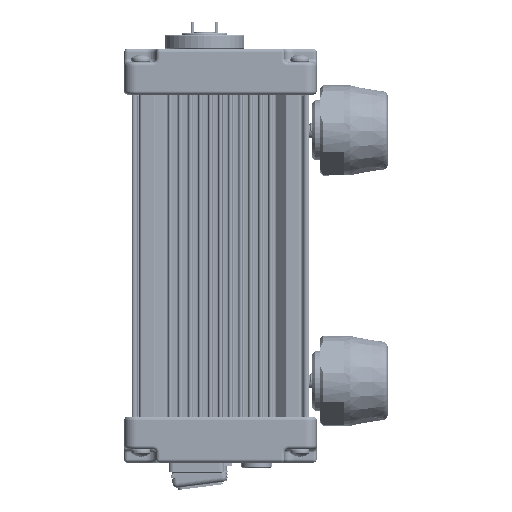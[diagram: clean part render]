
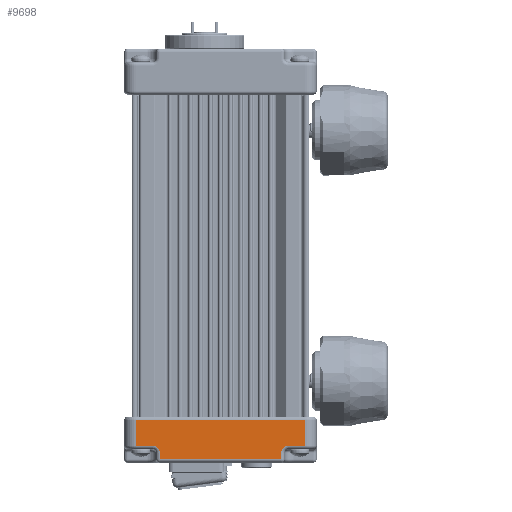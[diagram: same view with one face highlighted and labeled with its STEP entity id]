
A CAD part, left-side view. The second image highlights one B-rep face of the part: STEP entity #9698.
In plain terms, the highlighted planar face has unit normal (-1, 0, 0).
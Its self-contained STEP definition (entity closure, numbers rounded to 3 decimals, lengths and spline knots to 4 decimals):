
#1476 = DIRECTION ( 'NONE',  ( -1., 0., 0. ) ) ;
#1501 = LINE ( 'NONE', #236106, #44482 ) ;
#1921 = CARTESIAN_POINT ( 'NONE',  ( -7.1419, 2.0663, -5.4049 ) ) ;
#2036 = ORIENTED_EDGE ( 'NONE', *, *, #89820, .T. ) ;
#3592 = CARTESIAN_POINT ( 'NONE',  ( -7.1419, 2.0663, -5.2986 ) ) ;
#4035 = CARTESIAN_POINT ( 'NONE',  ( -7.1419, 4.2041, -5.2986 ) ) ;
#5608 = DIRECTION ( 'NONE',  ( -1., 0., 0. ) ) ;
#6186 = DIRECTION ( 'NONE',  ( 0., -1., 0. ) ) ;
#9103 = VERTEX_POINT ( 'NONE', #148349 ) ;
#9698 = ADVANCED_FACE ( 'NONE', ( #46329 ), #199461, .F. ) ;
#11570 = LINE ( 'NONE', #87843, #200864 ) ;
#11800 = VERTEX_POINT ( 'NONE', #48598 ) ;
#17493 = VECTOR ( 'NONE', #52663, 39.3701 ) ;
#24555 = EDGE_CURVE ( 'NONE', #9103, #177869, #1501, .T. ) ;
#37532 = EDGE_CURVE ( 'NONE', #56800, #182013, #86200, .T. ) ;
#38176 = EDGE_CURVE ( 'NONE', #9103, #220509, #189326, .T. ) ;
#38429 = CARTESIAN_POINT ( 'NONE',  ( -7.1419, 1.9482, -5.1805 ) ) ;
#41009 = ORIENTED_EDGE ( 'NONE', *, *, #201087, .F. ) ;
#44482 = VECTOR ( 'NONE', #237682, 39.3701 ) ;
#46329 = FACE_OUTER_BOUND ( 'NONE', #230822, .T. ) ;
#48598 = CARTESIAN_POINT ( 'NONE',  ( -7.1419, 4.4797, -4.7553 ) ) ;
#51974 = DIRECTION ( 'NONE',  ( 1., 0., 0. ) ) ;
#52663 = DIRECTION ( 'NONE',  ( 0., -1., 0. ) ) ;
#56800 = VERTEX_POINT ( 'NONE', #38429 ) ;
#61997 = DIRECTION ( 'NONE',  ( 0., 0., 1. ) ) ;
#80066 = DIRECTION ( 'NONE',  ( 0., 0., 1. ) ) ;
#84049 = EDGE_CURVE ( 'NONE', #161828, #220509, #158809, .T. ) ;
#84558 = LINE ( 'NONE', #116489, #225191 ) ;
#86015 = ORIENTED_EDGE ( 'NONE', *, *, #24555, .T. ) ;
#86200 = LINE ( 'NONE', #104743, #17493 ) ;
#86692 = CARTESIAN_POINT ( 'NONE',  ( -7.1419, 1.6726, -5.1805 ) ) ;
#87843 = CARTESIAN_POINT ( 'NONE',  ( -7.1419, 4.4797, -4.7553 ) ) ;
#89471 = ORIENTED_EDGE ( 'NONE', *, *, #37532, .T. ) ;
#89565 = DIRECTION ( 'NONE',  ( 0., 0., 1. ) ) ;
#89820 = EDGE_CURVE ( 'NONE', #226710, #97793, #84558, .T. ) ;
#97793 = VERTEX_POINT ( 'NONE', #3592 ) ;
#99631 = CARTESIAN_POINT ( 'NONE',  ( -7.1419, 4.086, -5.4049 ) ) ;
#104743 = CARTESIAN_POINT ( 'NONE',  ( -7.1419, 4.6765, -5.1805 ) ) ;
#105339 = CARTESIAN_POINT ( 'NONE',  ( -7.1419, 4.4797, -5.4639 ) ) ;
#111185 = CARTESIAN_POINT ( 'NONE',  ( -7.1419, 1.9482, -5.2986 ) ) ;
#112774 = DIRECTION ( 'NONE',  ( 0., 0., 1. ) ) ;
#112833 = VECTOR ( 'NONE', #6186, 39.3701 ) ;
#116489 = CARTESIAN_POINT ( 'NONE',  ( -7.1419, 2.0663, -5.4639 ) ) ;
#126791 = CARTESIAN_POINT ( 'NONE',  ( -7.1419, 4.2041, -5.1805 ) ) ;
#129383 = AXIS2_PLACEMENT_3D ( 'NONE', #217122, #51974, #89565 ) ;
#131128 = CARTESIAN_POINT ( 'NONE',  ( -7.1419, 4.145, -5.1805 ) ) ;
#132855 = VERTEX_POINT ( 'NONE', #172447 ) ;
#142212 = DIRECTION ( 'NONE',  ( 0., 0., -1. ) ) ;
#142306 = VECTOR ( 'NONE', #235539, 39.3701 ) ;
#143384 = DIRECTION ( 'NONE',  ( 0., -1., 0. ) ) ;
#145291 = LINE ( 'NONE', #177849, #142306 ) ;
#148349 = CARTESIAN_POINT ( 'NONE',  ( -7.1419, 4.086, -5.2986 ) ) ;
#151360 = EDGE_CURVE ( 'NONE', #11800, #161828, #213305, .T. ) ;
#156235 = CIRCLE ( 'NONE', #169123, 0.1181 ) ;
#157601 = ORIENTED_EDGE ( 'NONE', *, *, #38176, .F. ) ;
#158809 = LINE ( 'NONE', #131128, #112833 ) ;
#161828 = VERTEX_POINT ( 'NONE', #182497 ) ;
#167187 = EDGE_CURVE ( 'NONE', #177869, #226710, #198096, .T. ) ;
#167788 = EDGE_CURVE ( 'NONE', #132855, #11800, #11570, .T. ) ;
#169123 = AXIS2_PLACEMENT_3D ( 'NONE', #111185, #1476, #112774 ) ;
#172447 = CARTESIAN_POINT ( 'NONE',  ( -7.1419, 1.6726, -4.7553 ) ) ;
#177849 = CARTESIAN_POINT ( 'NONE',  ( -7.1419, 1.6726, -5.4639 ) ) ;
#177869 = VERTEX_POINT ( 'NONE', #99631 ) ;
#179909 = EDGE_CURVE ( 'NONE', #182013, #132855, #145291, .T. ) ;
#182013 = VERTEX_POINT ( 'NONE', #86692 ) ;
#182497 = CARTESIAN_POINT ( 'NONE',  ( -7.1419, 4.4797, -5.1805 ) ) ;
#182883 = ORIENTED_EDGE ( 'NONE', *, *, #84049, .T. ) ;
#186305 = ORIENTED_EDGE ( 'NONE', *, *, #179909, .T. ) ;
#186381 = ORIENTED_EDGE ( 'NONE', *, *, #167187, .T. ) ;
#189326 = CIRCLE ( 'NONE', #237026, 0.1181 ) ;
#198012 = CARTESIAN_POINT ( 'NONE',  ( -7.1419, 4.6765, -5.4049 ) ) ;
#198096 = LINE ( 'NONE', #198012, #209637 ) ;
#199461 = PLANE ( 'NONE',  #129383 ) ;
#200864 = VECTOR ( 'NONE', #216211, 39.3701 ) ;
#201087 = EDGE_CURVE ( 'NONE', #56800, #97793, #156235, .T. ) ;
#204315 = ORIENTED_EDGE ( 'NONE', *, *, #167788, .T. ) ;
#209637 = VECTOR ( 'NONE', #143384, 39.3701 ) ;
#213305 = LINE ( 'NONE', #105339, #233269 ) ;
#216211 = DIRECTION ( 'NONE',  ( 0., 1., 0. ) ) ;
#217122 = CARTESIAN_POINT ( 'NONE',  ( -7.1419, 4.6765, -5.4639 ) ) ;
#220509 = VERTEX_POINT ( 'NONE', #126791 ) ;
#225191 = VECTOR ( 'NONE', #61997, 39.3701 ) ;
#226710 = VERTEX_POINT ( 'NONE', #1921 ) ;
#229578 = ORIENTED_EDGE ( 'NONE', *, *, #151360, .T. ) ;
#230822 = EDGE_LOOP ( 'NONE', ( #186305, #204315, #229578, #182883, #157601, #86015, #186381, #2036, #41009, #89471 ) ) ;
#233269 = VECTOR ( 'NONE', #142212, 39.3701 ) ;
#235539 = DIRECTION ( 'NONE',  ( 0., 0., 1. ) ) ;
#236106 = CARTESIAN_POINT ( 'NONE',  ( -7.1419, 4.086, -5.4639 ) ) ;
#237026 = AXIS2_PLACEMENT_3D ( 'NONE', #4035, #5608, #80066 ) ;
#237682 = DIRECTION ( 'NONE',  ( 0., 0., -1. ) ) ;
